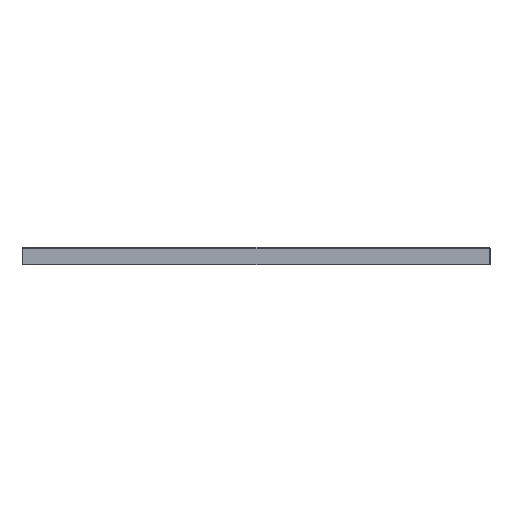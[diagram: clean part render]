
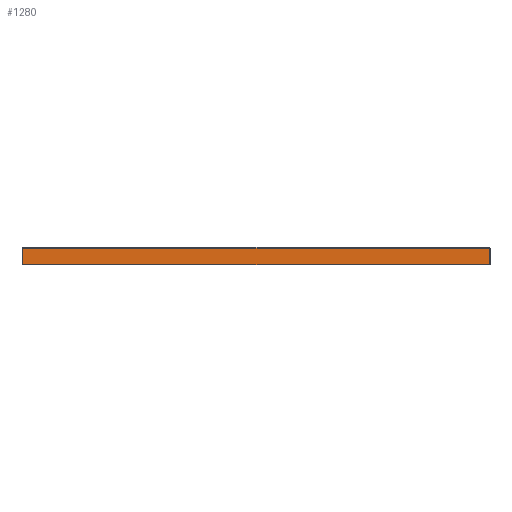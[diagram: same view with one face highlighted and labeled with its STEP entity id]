
A CAD part, left-side view. The second image highlights one B-rep face of the part: STEP entity #1280.
In plain terms, the highlighted planar face has unit normal (-1, 0, 0).
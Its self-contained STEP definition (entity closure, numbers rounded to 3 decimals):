
#279=PLANE('',#5627);
#422=LINE('',#34660,#817);
#423=LINE('',#34663,#818);
#424=LINE('',#34665,#819);
#425=LINE('',#34667,#820);
#817=VECTOR('',#6261,1.);
#818=VECTOR('',#6262,1.);
#819=VECTOR('',#6263,1.);
#820=VECTOR('',#6264,1.);
#1280=ADVANCED_FACE('',(#1640),#279,.T.);
#1640=FACE_OUTER_BOUND('',#1942,.T.);
#1942=EDGE_LOOP('',(#2608,#2609,#2610,#2611));
#2608=ORIENTED_EDGE('',*,*,#4679,.T.);
#2609=ORIENTED_EDGE('',*,*,#4680,.T.);
#2610=ORIENTED_EDGE('',*,*,#4681,.T.);
#2611=ORIENTED_EDGE('',*,*,#4682,.F.);
#4134=VERTEX_POINT('',#34661);
#4135=VERTEX_POINT('',#34662);
#4136=VERTEX_POINT('',#34664);
#4137=VERTEX_POINT('',#34666);
#4679=EDGE_CURVE('',#4134,#4135,#422,.T.);
#4680=EDGE_CURVE('',#4135,#4136,#423,.T.);
#4681=EDGE_CURVE('',#4136,#4137,#424,.T.);
#4682=EDGE_CURVE('',#4134,#4137,#425,.T.);
#5627=AXIS2_PLACEMENT_3D('',#34668,#6265,#6266);
#6261=DIRECTION('',(0.,0.,1.));
#6262=DIRECTION('',(0.,1.,0.));
#6263=DIRECTION('',(0.,0.,-1.));
#6264=DIRECTION('',(0.,1.,0.));
#6265=DIRECTION('',(-1.,0.,0.));
#6266=DIRECTION('',(0.,0.,1.));
#34660=CARTESIAN_POINT('',(-200.,-398.5,30.));
#34661=CARTESIAN_POINT('',(-200.,-398.5,0.));
#34662=CARTESIAN_POINT('',(-200.,-398.5,28.5));
#34663=CARTESIAN_POINT('',(-200.,398.5,28.5));
#34664=CARTESIAN_POINT('',(-200.,398.5,28.5));
#34665=CARTESIAN_POINT('',(-200.,398.5,30.));
#34666=CARTESIAN_POINT('',(-200.,398.5,0.));
#34667=CARTESIAN_POINT('',(-200.,-400.,0.));
#34668=CARTESIAN_POINT('',(-200.,-400.,30.));
